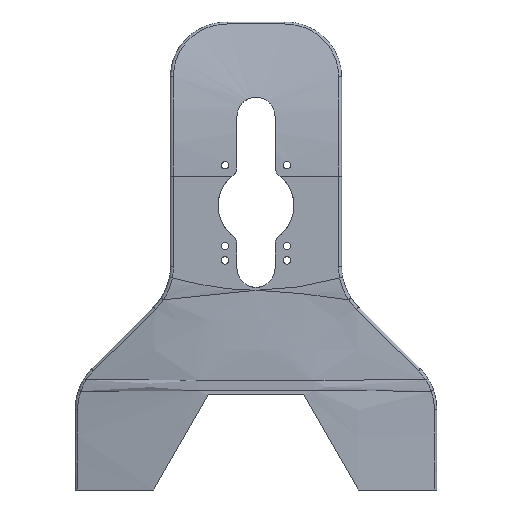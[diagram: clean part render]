
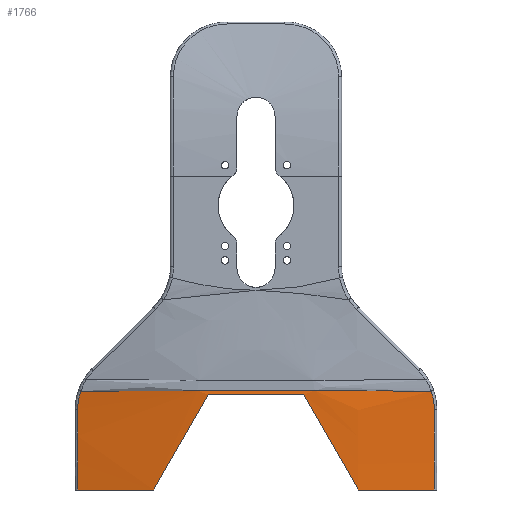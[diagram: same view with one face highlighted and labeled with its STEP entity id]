
A CAD part, front view. The second image highlights one B-rep face of the part: STEP entity #1766.
In plain terms, the highlighted toroidal (fillet/blend) face has major radius 4376.74 mm and minor radius 579.438 mm.
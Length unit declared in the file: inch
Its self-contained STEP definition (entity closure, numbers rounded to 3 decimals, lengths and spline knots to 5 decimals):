
#103=CIRCLE('',#1902,149.98677);
#108=CIRCLE('',#1911,149.98677);
#221=TOROIDAL_SURFACE('',#1910,172.3125,22.8125);
#249=FACE_OUTER_BOUND('',#364,.T.);
#364=EDGE_LOOP('',(#1212,#1213,#1214,#1215,#1216,#1217,#1218,#1219,#1220,
#1221));
#598=B_SPLINE_CURVE_WITH_KNOTS('',3,(#2522,#2523,#2524,#2525,#2526,#2527),
 .UNSPECIFIED.,.F.,.F.,(4,2,4),(178.27793,182.43548,183.0033),
 .UNSPECIFIED.);
#602=B_SPLINE_CURVE_WITH_KNOTS('',3,(#2565,#2566,#2567,#2568),
 .UNSPECIFIED.,.F.,.F.,(4,4),(275.53521,282.65055),
 .UNSPECIFIED.);
#604=B_SPLINE_CURVE_WITH_KNOTS('',3,(#2578,#2579,#2580,#2581),
 .UNSPECIFIED.,.F.,.F.,(4,4),(252.40606,259.5214),
 .UNSPECIFIED.);
#606=B_SPLINE_CURVE_WITH_KNOTS('',3,(#2591,#2592,#2593,#2594,#2595,#2596),
 .UNSPECIFIED.,.F.,.F.,(4,2,4),(168.67735,171.77936,174.88137),
 .UNSPECIFIED.);
#608=B_SPLINE_CURVE_WITH_KNOTS('',3,(#2605,#2606,#2607,#2608,#2609,#2610),
 .UNSPECIFIED.,.F.,.F.,(4,2,4),(160.423,160.99083,165.14838),
 .UNSPECIFIED.);
#615=B_SPLINE_CURVE_WITH_KNOTS('',3,(#2679,#2680,#2681,#2682),
 .UNSPECIFIED.,.F.,.F.,(4,4),(0.,1.23432),.UNSPECIFIED.);
#616=B_SPLINE_CURVE_WITH_KNOTS('',3,(#2684,#2685,#2686,#2687,#2688,#2689,
#2690,#2691,#2692,#2693),.UNSPECIFIED.,.F.,.F.,(4,2,1,1,2,4),(0.57759,
0.59199,4.47033,8.34867,19.98369,19.9981),
 .UNSPECIFIED.);
#617=B_SPLINE_CURVE_WITH_KNOTS('',3,(#2695,#2696,#2697,#2698),
 .UNSPECIFIED.,.F.,.F.,(4,4),(0.,1.23432),.UNSPECIFIED.);
#709=VERTEX_POINT('',#2520);
#710=VERTEX_POINT('',#2521);
#715=VERTEX_POINT('',#2564);
#717=VERTEX_POINT('',#2576);
#718=VERTEX_POINT('',#2577);
#721=VERTEX_POINT('',#2604);
#726=VERTEX_POINT('',#2647);
#732=VERTEX_POINT('',#2678);
#733=VERTEX_POINT('',#2683);
#734=VERTEX_POINT('',#2694);
#880=EDGE_CURVE('',#709,#710,#598,.T.);
#886=EDGE_CURVE('',#715,#709,#602,.T.);
#889=EDGE_CURVE('',#717,#718,#604,.T.);
#893=EDGE_CURVE('',#718,#715,#606,.T.);
#895=EDGE_CURVE('',#721,#717,#608,.T.);
#902=EDGE_CURVE('',#726,#710,#103,.T.);
#911=EDGE_CURVE('',#732,#726,#615,.T.);
#912=EDGE_CURVE('',#733,#732,#616,.T.);
#913=EDGE_CURVE('',#734,#733,#617,.T.);
#914=EDGE_CURVE('',#721,#734,#108,.T.);
#1212=ORIENTED_EDGE('',*,*,#880,.T.);
#1213=ORIENTED_EDGE('',*,*,#902,.F.);
#1214=ORIENTED_EDGE('',*,*,#911,.F.);
#1215=ORIENTED_EDGE('',*,*,#912,.F.);
#1216=ORIENTED_EDGE('',*,*,#913,.F.);
#1217=ORIENTED_EDGE('',*,*,#914,.F.);
#1218=ORIENTED_EDGE('',*,*,#895,.T.);
#1219=ORIENTED_EDGE('',*,*,#889,.T.);
#1220=ORIENTED_EDGE('',*,*,#893,.T.);
#1221=ORIENTED_EDGE('',*,*,#886,.T.);
#1766=ADVANCED_FACE('',(#249),#221,.T.);
#1902=AXIS2_PLACEMENT_3D('',#2649,#2106,#2107);
#1910=AXIS2_PLACEMENT_3D('',#2677,#2123,#2124);
#1911=AXIS2_PLACEMENT_3D('',#2699,#2125,#2126);
#2106=DIRECTION('center_axis',(-1.,0.,0.));
#2107=DIRECTION('ref_axis',(0.,0.999,0.033));
#2123=DIRECTION('center_axis',(1.,0.,0.));
#2124=DIRECTION('ref_axis',(0.,0.,-1.));
#2125=DIRECTION('center_axis',(1.,0.,0.));
#2126=DIRECTION('ref_axis',(0.,0.999,-0.033));
#2520=CARTESIAN_POINT('',(2.69338,-0.54124,7.75));
#2521=CARTESIAN_POINT('',(4.68744,-0.21359,7.75));
#2522=CARTESIAN_POINT('Ctrl Pts',(2.69338,-0.54124,7.75));
#2523=CARTESIAN_POINT('Ctrl Pts',(3.27701,-0.47176,7.75));
#2524=CARTESIAN_POINT('Ctrl Pts',(3.86517,-0.37862,7.75));
#2525=CARTESIAN_POINT('Ctrl Pts',(4.52833,-0.24659,7.75));
#2526=CARTESIAN_POINT('Ctrl Pts',(4.60794,-0.2303,7.75));
#2527=CARTESIAN_POINT('Ctrl Pts',(4.68744,-0.21359,7.75));
#2564=CARTESIAN_POINT('',(1.25,-0.81744,10.25));
#2565=CARTESIAN_POINT('Ctrl Pts',(1.25,-0.81744,10.25));
#2566=CARTESIAN_POINT('Ctrl Pts',(1.7262,-0.73458,9.4252));
#2567=CARTESIAN_POINT('Ctrl Pts',(2.20777,-0.64267,8.5911));
#2568=CARTESIAN_POINT('Ctrl Pts',(2.69338,-0.54124,7.75));
#2576=CARTESIAN_POINT('',(-2.69338,-0.54124,7.75));
#2577=CARTESIAN_POINT('',(-1.25,-0.81744,10.25));
#2578=CARTESIAN_POINT('Ctrl Pts',(-2.69338,-0.54124,7.75));
#2579=CARTESIAN_POINT('Ctrl Pts',(-2.20777,-0.64267,
8.5911));
#2580=CARTESIAN_POINT('Ctrl Pts',(-1.7262,-0.73458,9.4252));
#2581=CARTESIAN_POINT('Ctrl Pts',(-1.25,-0.81744,10.25));
#2591=CARTESIAN_POINT('Ctrl Pts',(-1.25,-0.81744,10.25));
#2592=CARTESIAN_POINT('Ctrl Pts',(-0.82508,-0.84081,
10.25));
#2593=CARTESIAN_POINT('Ctrl Pts',(-0.40709,-0.85179,
10.25));
#2594=CARTESIAN_POINT('Ctrl Pts',(0.40709,-0.85179,
10.25));
#2595=CARTESIAN_POINT('Ctrl Pts',(0.82508,-0.84081,
10.25));
#2596=CARTESIAN_POINT('Ctrl Pts',(1.25,-0.81744,10.25));
#2604=CARTESIAN_POINT('',(-4.68744,-0.21359,7.75));
#2605=CARTESIAN_POINT('Ctrl Pts',(-4.68744,-0.21359,
7.75));
#2606=CARTESIAN_POINT('Ctrl Pts',(-4.60794,-0.2303,
7.75));
#2607=CARTESIAN_POINT('Ctrl Pts',(-4.52833,-0.24659,
7.75));
#2608=CARTESIAN_POINT('Ctrl Pts',(-3.86517,-0.37862,
7.75));
#2609=CARTESIAN_POINT('Ctrl Pts',(-3.27701,-0.47176,
7.75));
#2610=CARTESIAN_POINT('Ctrl Pts',(-2.69338,-0.54124,
7.75));
#2647=CARTESIAN_POINT('',(4.68744,-0.33857,9.87361));
#2649=CARTESIAN_POINT('Origin',(4.68744,-150.,0.));
#2677=CARTESIAN_POINT('Origin',(0.,-150.,0.));
#2678=CARTESIAN_POINT('',(4.60574,-0.38762,10.34749));
#2679=CARTESIAN_POINT('Ctrl Pts',(4.60574,-0.38762,10.34749));
#2680=CARTESIAN_POINT('Ctrl Pts',(4.65948,-0.36606,10.19622));
#2681=CARTESIAN_POINT('Ctrl Pts',(4.68744,-0.34923,10.03516));
#2682=CARTESIAN_POINT('Ctrl Pts',(4.68744,-0.33857,9.87361));
#2683=CARTESIAN_POINT('',(-4.60574,-0.38762,10.34749));
#2684=CARTESIAN_POINT('Ctrl Pts',(-4.60574,-0.38762,
10.34749));
#2685=CARTESIAN_POINT('Ctrl Pts',(-4.6035,-0.38809,10.34751));
#2686=CARTESIAN_POINT('Ctrl Pts',(-4.60125,-0.38855,
10.34753));
#2687=CARTESIAN_POINT('Ctrl Pts',(-3.99448,-0.51413,10.35283));
#2688=CARTESIAN_POINT('Ctrl Pts',(-2.77466,-0.71493,
10.36135));
#2689=CARTESIAN_POINT('Ctrl Pts',(0.30472,-0.96668,
10.36296));
#2690=CARTESIAN_POINT('Ctrl Pts',(2.78513,-0.76472,10.36418));
#2691=CARTESIAN_POINT('Ctrl Pts',(4.60125,-0.38855,10.34753));
#2692=CARTESIAN_POINT('Ctrl Pts',(4.6035,-0.38809,10.34751));
#2693=CARTESIAN_POINT('Ctrl Pts',(4.60574,-0.38762,10.34749));
#2694=CARTESIAN_POINT('',(-4.68744,-0.33857,9.87361));
#2695=CARTESIAN_POINT('Ctrl Pts',(-4.68744,-0.33857,
9.87361));
#2696=CARTESIAN_POINT('Ctrl Pts',(-4.68744,-0.34923,
10.03516));
#2697=CARTESIAN_POINT('Ctrl Pts',(-4.65948,-0.36606,10.19622));
#2698=CARTESIAN_POINT('Ctrl Pts',(-4.60574,-0.38762,
10.34749));
#2699=CARTESIAN_POINT('Origin',(-4.68744,-150.,0.));
